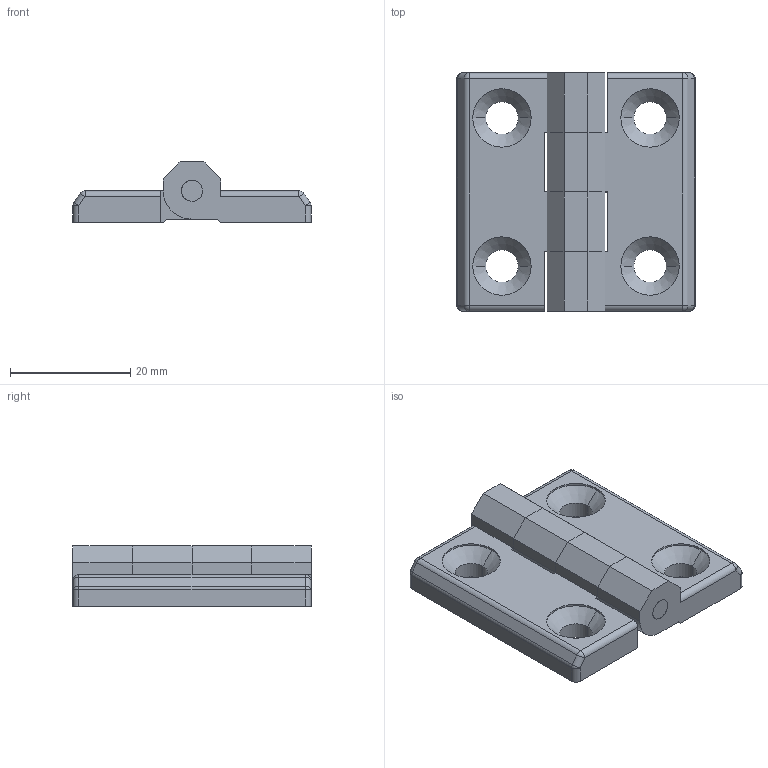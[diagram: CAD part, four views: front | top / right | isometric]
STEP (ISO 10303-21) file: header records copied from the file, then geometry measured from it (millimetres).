
FILE_DESCRIPTION (( 'STEP AP214' ), '1' );
FILE_NAME ('SNSD.30.52.36. Ïåòëÿ äâåðíàÿ ñòàëüíàÿ 20x30(H43).STEP', '2015-01-12T12:29:04', ( 'XTreme.ws' ), ( 'XTreme.ws' ), 'SwSTEP 2.0', 'SolidWorks 2014', '' );
FILE_SCHEMA (( 'AUTOMOTIVE_DESIGN' ));
Length unit declared in the file: millimetre
Products named in the file (7): SNSD.30.50.96. Ïåòëÿ äâåðíàÿ àëþìèíåâàÿ ìàëàÿ(B47)E07B48B54B55H43; SNSD.30.50.96. Ïåòëÿ äâåðíàÿ àëþìèíåâàÿ 3045(B47)E07B48B54B55H43; SNSD.30.52.36. Ïåòëÿ äâåðíàÿ ñòàëüíàÿ 20x30(H43); SNSD.30.50.96. ﾏ琿褻(B47)E07B48B54B55H43_00; SNSD.30.50.96. Ïåòëÿ äâåðíàÿ àëþìèíåâàÿ ìàëàÿ(B47)E07B48B54B55H43_00; SNSD.30.50.96. Ïåòëÿ äâåðíàÿ àëþìèíåâàÿ 3045(B47)E07B48B54B55H43_00; SNSD.30.50.96. ﾏ琿褻(B47)E07B48B54B55H43
Assembly tree (3 placements, depth 2):
  SNSD.30.50.96. Ïåòëÿ äâåðíàÿ àëþìèíåâàÿ ìàëàÿ(B47)E07B48B54B55H43
  SNSD.30.50.96. Ïåòëÿ äâåðíàÿ àëþìèíåâàÿ 3045(B47)E07B48B54B55H43
  SNSD.30.52.36. Ïåòëÿ äâåðíàÿ ñòàëüíàÿ 20x30(H43)
    SNSD.30.50.96. Ïåòëÿ äâåðíàÿ àëþìèíåâàÿ 3045(B47)E07B48B54B55H43_00
    SNSD.30.50.96. Ïåòëÿ äâåðíàÿ àëþìèíåâàÿ ìàëàÿ(B47)E07B48B54B55H43_00
    SNSD.30.50.96. ﾏ琿褻(B47)E07B48B54B55H43_00
  SNSD.30.50.96. ﾏ琿褻(B47)E07B48B54B55H43
Bounding box: 39.6 x 39.6 x 10 mm (x, y, z)
Volume: 7078.9 mm3; surface area: 6269.6 mm2
Topology: 3 solids, 3 shells, 180 faces, 452 edges, 256 vertices
Faces by surface type: cylinder 78, plane 66, sphere 24, cone 8, torus 4
Entity records: 5359 total; most frequent: DIRECTION 970, CARTESIAN_POINT 871, ORIENTED_EDGE 856, EDGE_CURVE 428, AXIS2_PLACEMENT_3D 355, VECTOR 260, LINE 260, VERTEX_POINT 256
